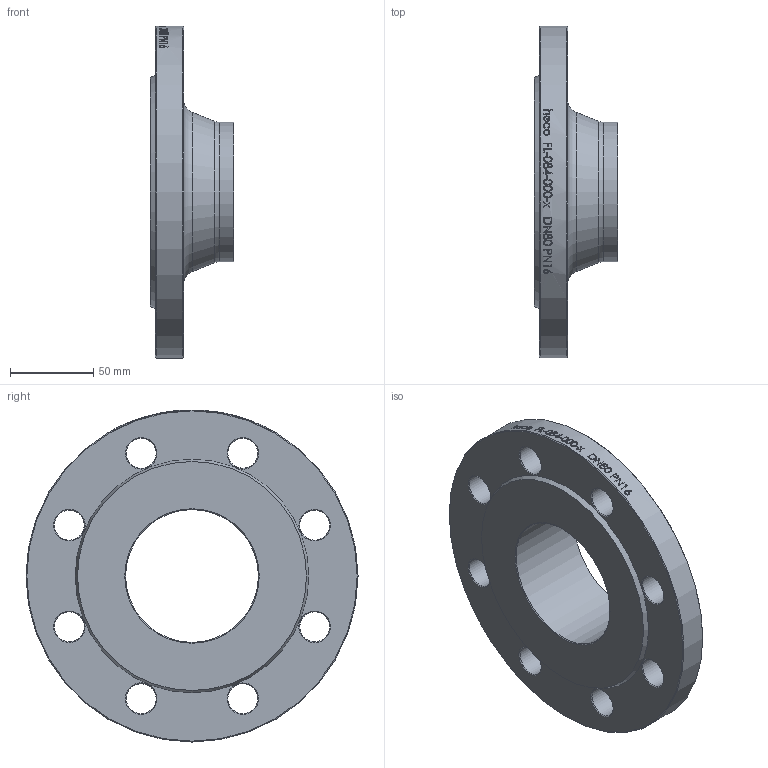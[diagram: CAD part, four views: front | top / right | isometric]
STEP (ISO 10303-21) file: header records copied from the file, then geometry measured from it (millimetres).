
FILE_DESCRIPTION (( 'STEP AP214' ), '1' );
FILE_NAME ('FL-084-000-x Vorschweissflansch DN80 PN16 metric DIN2633 2009.STEP', '2020-09-14T16:12:32', ( '' ), ( '' ), 'SwSTEP 2.0', 'SolidWorks 2019', '' );
FILE_SCHEMA (( 'AUTOMOTIVE_DESIGN' ));
Length unit declared in the file: millimetre
Products named in the file (1): FL-084-000-x Vorschweissflansch DN80 PN16 metric DIN2633 2009
Bounding box: 50 x 200 x 200 mm (x, y, z)
Volume: 483594.8 mm3; surface area: 85930.2 mm2
Topology: 1 solids, 1 shells, 77 faces, 335 edges, 301 vertices
Faces by surface type: cylinder 50, cone 21, plane 4, torus 2
Full cylindrical faces by diameter (mm): 18 x8, 80 x1, 84 x1, 200 x1
Entity records: 8754 total; most frequent: CARTESIAN_POINT 5909, ORIENTED_EDGE 582, DIRECTION 383, VERTEX_POINT 291, EDGE_CURVE 291, AXIS2_PLACEMENT_3D 172, EDGE_LOOP 170, B_SPLINE_CURVE_WITH_KNOTS 158
